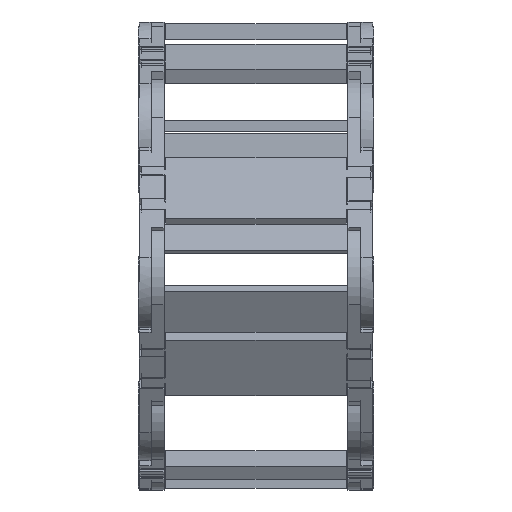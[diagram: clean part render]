
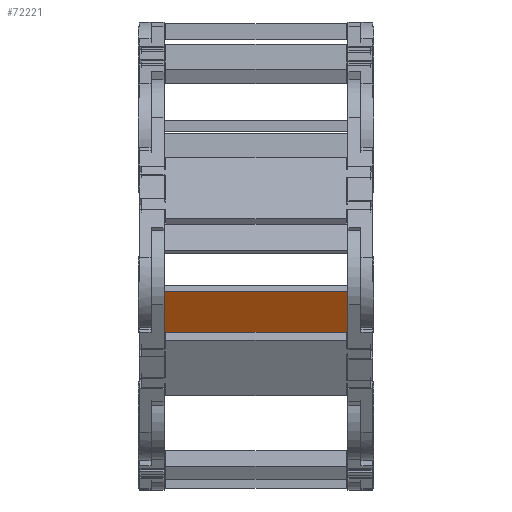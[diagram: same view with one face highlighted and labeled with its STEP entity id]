
A CAD part, left-side view. The second image highlights one B-rep face of the part: STEP entity #72221.
In plain terms, the highlighted planar face has unit normal (-0.862, 0, -0.506).
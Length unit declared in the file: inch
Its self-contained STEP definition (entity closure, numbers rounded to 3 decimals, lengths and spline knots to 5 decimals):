
#2390 = LINE ( 'NONE', #37445, #12092 ) ;
#2818 = VERTEX_POINT ( 'NONE', #68257 ) ;
#5370 = LINE ( 'NONE', #65302, #58946 ) ;
#6008 = LINE ( 'NONE', #65184, #58627 ) ;
#6086 = ORIENTED_EDGE ( 'NONE', *, *, #60154, .F. ) ;
#6159 = EDGE_CURVE ( 'NONE', #55946, #72508, #2390, .T. ) ;
#7479 = DIRECTION ( 'NONE',  ( 0.506, 0., -0.862 ) ) ;
#8621 = DIRECTION ( 'NONE',  ( 0.506, 0., -0.862 ) ) ;
#10248 = CARTESIAN_POINT ( 'NONE',  ( -32.77979, 2.24409, 1.73564 ) ) ;
#12092 = VECTOR ( 'NONE', #8621, 39.37008 ) ;
#18017 = CARTESIAN_POINT ( 'NONE',  ( -32.38098, 2.24409, 1.0567 ) ) ;
#18199 = FACE_OUTER_BOUND ( 'NONE', #63364, .T. ) ;
#18715 = CARTESIAN_POINT ( 'NONE',  ( -32.38098, 0.00012, 1.0567 ) ) ;
#25376 = ORIENTED_EDGE ( 'NONE', *, *, #56837, .T. ) ;
#28975 = ORIENTED_EDGE ( 'NONE', *, *, #53688, .F. ) ;
#29359 = AXIS2_PLACEMENT_3D ( 'NONE', #71919, #59890, #59124 ) ;
#30852 = CARTESIAN_POINT ( 'NONE',  ( -32.58038, 0.00012, 1.39617 ) ) ;
#37445 = CARTESIAN_POINT ( 'NONE',  ( -32.58038, 2.24409, 1.39617 ) ) ;
#40474 = VECTOR ( 'NONE', #7479, 39.37008 ) ;
#47813 = PLANE ( 'NONE',  #29359 ) ;
#53520 = DIRECTION ( 'NONE',  ( 0., 1., 0. ) ) ;
#53688 = EDGE_CURVE ( 'NONE', #67156, #72508, #6008, .T. ) ;
#54594 = LINE ( 'NONE', #30852, #40474 ) ;
#55946 = VERTEX_POINT ( 'NONE', #10248 ) ;
#56837 = EDGE_CURVE ( 'NONE', #2818, #55946, #5370, .T. ) ;
#58627 = VECTOR ( 'NONE', #53520, 39.37008 ) ;
#58946 = VECTOR ( 'NONE', #64539, 39.37008 ) ;
#59124 = DIRECTION ( 'NONE',  ( 0., -1., 0. ) ) ;
#59890 = DIRECTION ( 'NONE',  ( 0.862, 0., 0.506 ) ) ;
#60154 = EDGE_CURVE ( 'NONE', #2818, #67156, #54594, .T. ) ;
#62965 = ORIENTED_EDGE ( 'NONE', *, *, #6159, .T. ) ;
#63364 = EDGE_LOOP ( 'NONE', ( #62965, #28975, #6086, #25376 ) ) ;
#64539 = DIRECTION ( 'NONE',  ( 0., 1., 0. ) ) ;
#65184 = CARTESIAN_POINT ( 'NONE',  ( -32.38098, 1.12213, 1.0567 ) ) ;
#65302 = CARTESIAN_POINT ( 'NONE',  ( -32.77979, 1.12213, 1.73564 ) ) ;
#67156 = VERTEX_POINT ( 'NONE', #18715 ) ;
#68257 = CARTESIAN_POINT ( 'NONE',  ( -32.77979, 0.00012, 1.73564 ) ) ;
#71919 = CARTESIAN_POINT ( 'NONE',  ( -32.58038, 1.12213, 1.39617 ) ) ;
#72221 = ADVANCED_FACE ( 'NONE', ( #18199 ), #47813, .F. ) ;
#72508 = VERTEX_POINT ( 'NONE', #18017 ) ;
